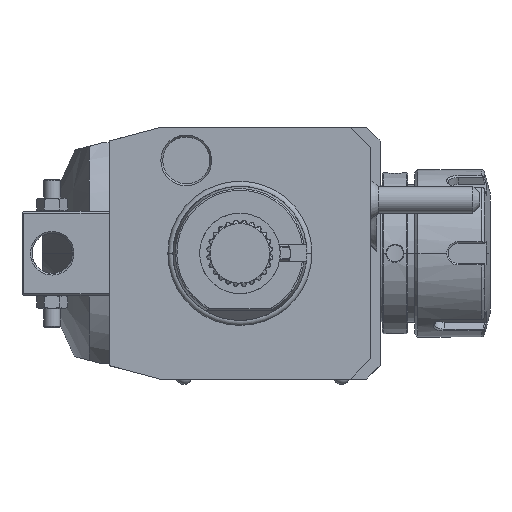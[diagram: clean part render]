
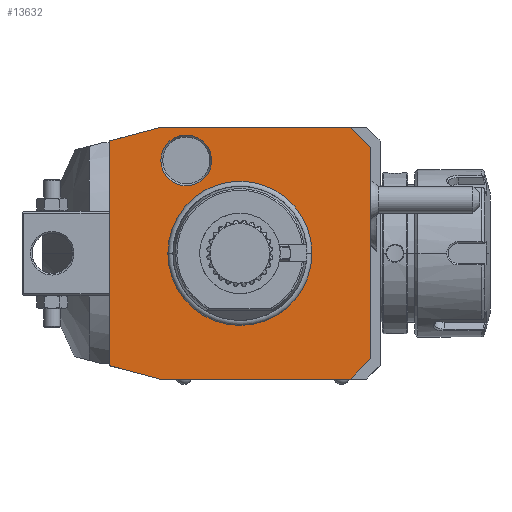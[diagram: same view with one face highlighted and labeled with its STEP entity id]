
A CAD part, front view. The second image highlights one B-rep face of the part: STEP entity #13632.
In plain terms, the highlighted planar face has unit normal (0, -1, 0).
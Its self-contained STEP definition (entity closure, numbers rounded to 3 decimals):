
#1=DIRECTION('',(0.966,0.,-0.259));
#2=VECTOR('',#1,15.529);
#3=CARTESIAN_POINT('',(-39.,0.,-33.481));
#4=LINE('',#3,#2);
#5=DIRECTION('',(0.,0.,-1.));
#6=VECTOR('',#5,66.962);
#7=CARTESIAN_POINT('',(-39.,0.,33.481));
#8=LINE('',#7,#6);
#9=DIRECTION('',(-0.966,0.,-0.259));
#10=VECTOR('',#9,15.529);
#11=CARTESIAN_POINT('',(-24.,0.,37.5));
#12=LINE('',#11,#10);
#13=DIRECTION('',(-1.,0.,0.));
#14=VECTOR('',#13,57.);
#15=CARTESIAN_POINT('',(33.,0.,37.5));
#16=LINE('',#15,#14);
#17=DIRECTION('',(-0.707,0.,0.707));
#18=VECTOR('',#17,8.485);
#19=CARTESIAN_POINT('',(39.,0.,31.5));
#20=LINE('',#19,#18);
#21=DIRECTION('',(0.,0.,1.));
#22=VECTOR('',#21,63.);
#23=CARTESIAN_POINT('',(39.,0.,-31.5));
#24=LINE('',#23,#22);
#25=DIRECTION('',(0.707,0.,0.707));
#26=VECTOR('',#25,8.485);
#27=CARTESIAN_POINT('',(33.,0.,-37.5));
#28=LINE('',#27,#26);
#29=DIRECTION('',(1.,0.,0.));
#30=VECTOR('',#29,57.);
#31=CARTESIAN_POINT('',(-24.,0.,-37.5));
#32=LINE('',#31,#30);
#33=CARTESIAN_POINT('',(-16.,0.,27.713));
#34=DIRECTION('',(0.,1.,0.));
#35=DIRECTION('',(-1.,0.,0.));
#36=AXIS2_PLACEMENT_3D('',#33,#34,#35);
#38=CARTESIAN_POINT('',(-16.,0.,27.713));
#39=DIRECTION('',(0.,1.,0.));
#40=DIRECTION('',(1.,0.,0.));
#41=AXIS2_PLACEMENT_3D('',#38,#39,#40);
#7471=CARTESIAN_POINT('',(0.,0.,0.));
#7472=DIRECTION('',(0.,1.,0.));
#7473=DIRECTION('',(-1.,0.,0.));
#7474=AXIS2_PLACEMENT_3D('',#7471,#7472,#7473);
#7476=CARTESIAN_POINT('',(0.,0.,0.));
#7477=DIRECTION('',(0.,1.,0.));
#7478=DIRECTION('',(1.,0.,0.));
#7479=AXIS2_PLACEMENT_3D('',#7476,#7477,#7478);
#12306=CARTESIAN_POINT('',(-23.577,0.,
27.713));
#12307=CARTESIAN_POINT('',(-8.423,0.,
27.713));
#12308=VERTEX_POINT('',#12306);
#12309=VERTEX_POINT('',#12307);
#13211=CARTESIAN_POINT('',(-39.,0.,-33.481));
#13212=CARTESIAN_POINT('',(-24.,0.,-37.5));
#13213=VERTEX_POINT('',#13211);
#13214=VERTEX_POINT('',#13212);
#13215=CARTESIAN_POINT('',(33.,0.,-37.5));
#13216=VERTEX_POINT('',#13215);
#13217=CARTESIAN_POINT('',(39.,0.,-31.5));
#13218=VERTEX_POINT('',#13217);
#13219=CARTESIAN_POINT('',(39.,0.,31.5));
#13220=VERTEX_POINT('',#13219);
#13221=CARTESIAN_POINT('',(33.,0.,37.5));
#13222=VERTEX_POINT('',#13221);
#13223=CARTESIAN_POINT('',(-24.,0.,37.5));
#13224=VERTEX_POINT('',#13223);
#13225=CARTESIAN_POINT('',(-39.,0.,33.481));
#13226=VERTEX_POINT('',#13225);
#13487=CARTESIAN_POINT('',(-21.137,0.,0.));
#13488=CARTESIAN_POINT('',(21.137,0.,0.));
#13489=VERTEX_POINT('',#13487);
#13490=VERTEX_POINT('',#13488);
#13597=CARTESIAN_POINT('',(0.,0.,0.));
#13598=DIRECTION('',(0.,-1.,0.));
#13599=DIRECTION('',(-1.,0.,0.));
#13600=AXIS2_PLACEMENT_3D('',#13597,#13598,#13599);
#13601=PLANE('',#13600);
#13603=ORIENTED_EDGE('',*,*,#13602,.F.);
#13605=ORIENTED_EDGE('',*,*,#13604,.F.);
#13607=ORIENTED_EDGE('',*,*,#13606,.F.);
#13609=ORIENTED_EDGE('',*,*,#13608,.F.);
#13611=ORIENTED_EDGE('',*,*,#13610,.F.);
#13613=ORIENTED_EDGE('',*,*,#13612,.F.);
#13615=ORIENTED_EDGE('',*,*,#13614,.F.);
#13617=ORIENTED_EDGE('',*,*,#13616,.F.);
#13618=EDGE_LOOP('',(#13603,#13605,#13607,#13609,#13611,#13613,#13615,#13617));
#13619=FACE_OUTER_BOUND('',#13618,.F.);
#13621=ORIENTED_EDGE('',*,*,#13620,.F.);
#13623=ORIENTED_EDGE('',*,*,#13622,.F.);
#13624=EDGE_LOOP('',(#13621,#13623));
#13625=FACE_BOUND('',#13624,.F.);
#13627=ORIENTED_EDGE('',*,*,#13626,.F.);
#13629=ORIENTED_EDGE('',*,*,#13628,.F.);
#13630=EDGE_LOOP('',(#13627,#13629));
#13631=FACE_BOUND('',#13630,.F.);
#37=CIRCLE('',#36,7.577);
#42=CIRCLE('',#41,7.577);
#7475=CIRCLE('',#7474,21.137);
#7480=CIRCLE('',#7479,21.137);
#13602=EDGE_CURVE('',#13213,#13214,#4,.T.);
#13604=EDGE_CURVE('',#13226,#13213,#8,.T.);
#13606=EDGE_CURVE('',#13224,#13226,#12,.T.);
#13608=EDGE_CURVE('',#13222,#13224,#16,.T.);
#13610=EDGE_CURVE('',#13220,#13222,#20,.T.);
#13612=EDGE_CURVE('',#13218,#13220,#24,.T.);
#13614=EDGE_CURVE('',#13216,#13218,#28,.T.);
#13616=EDGE_CURVE('',#13214,#13216,#32,.T.);
#13620=EDGE_CURVE('',#13489,#13490,#7475,.T.);
#13622=EDGE_CURVE('',#13490,#13489,#7480,.T.);
#13626=EDGE_CURVE('',#12308,#12309,#37,.T.);
#13628=EDGE_CURVE('',#12309,#12308,#42,.T.);
#13632=ADVANCED_FACE('',(#13619,#13625,#13631),#13601,.T.);
